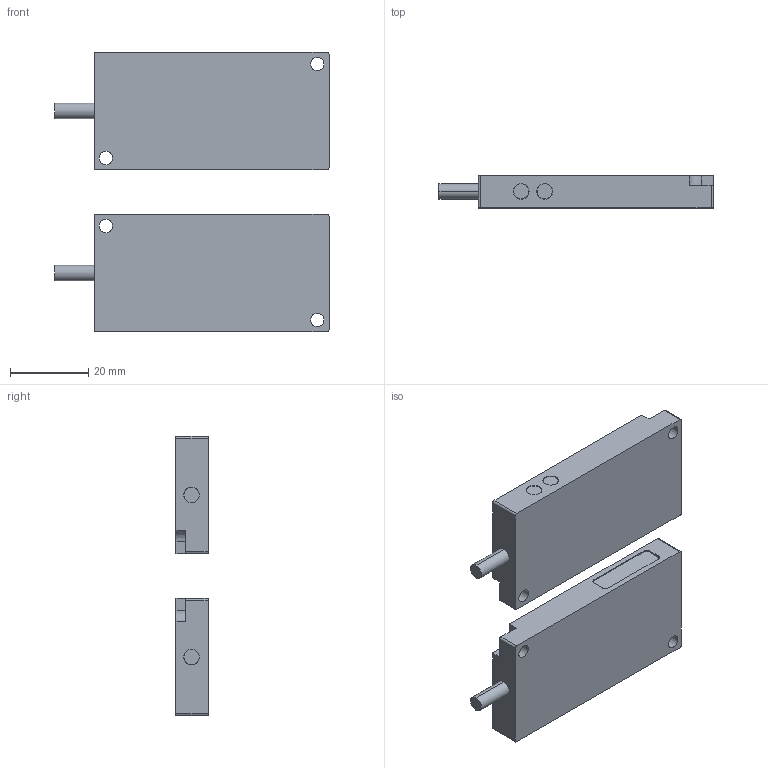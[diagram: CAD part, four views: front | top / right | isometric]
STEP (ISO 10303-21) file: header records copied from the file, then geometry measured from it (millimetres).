
FILE_DESCRIPTION((''),'2;1');
FILE_NAME('ETD-20220710_ASM_37_ASM','2022-11-25T',('EDZ'),(''),'CREO PARAMETRIC BY PTC INC, 2014440','CREO PARAMETRIC BY PTC INC, 2014440','');
FILE_SCHEMA(('AUTOMOTIVE_DESIGN { 1 0 10303 214 1 1 1 1 }'));
Length unit declared in the file: millimetre
Products named in the file (13): ETD-EMITTER-COVER_144; ETD-EMITTER-BOTTOM-CASE_41; ETD-EMITTER-LIGHT-PIPE_9; LENS-20220708-XG_3; ETD-0612-EMITTER-XIAN_39; ETD-EMITTER-DUST-COVER_3; ETD-EMITTER_ASM_51_ASM; ETD-RECEIVER-COVER_111; ETD-RECEIVER-BOTTOM-CASE_19; ETD-0612-RECEIVER-XIAN_27; ETD-RECEIVER-DUST-COVER_3; ETD-RECEIVER_ASM_32_ASM; ETD-20220710_ASM_37_ASM
Assembly tree (14 placements, depth 3):
  ETD-20220710_ASM_37_ASM
    ETD-EMITTER_ASM_51_ASM
      ETD-EMITTER-COVER_144
      ETD-EMITTER-BOTTOM-CASE_41
      ETD-EMITTER-LIGHT-PIPE_9
      LENS-20220708-XG_3
      ETD-0612-EMITTER-XIAN_39
      ETD-EMITTER-DUST-COVER_3
    ETD-RECEIVER_ASM_32_ASM
      ETD-RECEIVER-COVER_111
      ETD-RECEIVER-BOTTOM-CASE_19
      ETD-EMITTER-LIGHT-PIPE_9  x2
      ETD-0612-RECEIVER-XIAN_27
      ETD-RECEIVER-DUST-COVER_3
Bounding box: 70 x 8.2 x 71.4 mm (x, y, z)
Volume: 11984.2 mm3; surface area: 20928.4 mm2
Topology: 12 solids, 12 shells, 504 faces, 1326 edges, 869 vertices
Faces by surface type: plane 233, cylinder 188, cone 58, torus 17, bspline 4, revolution 4
Entity records: 17888 total; most frequent: CARTESIAN_POINT 4144, ORIENTED_EDGE 2580, DIRECTION 2484, EDGE_CURVE 1290, AXIS2_PLACEMENT_3D 872, VERTEX_POINT 849, VECTOR 736, LINE 736
